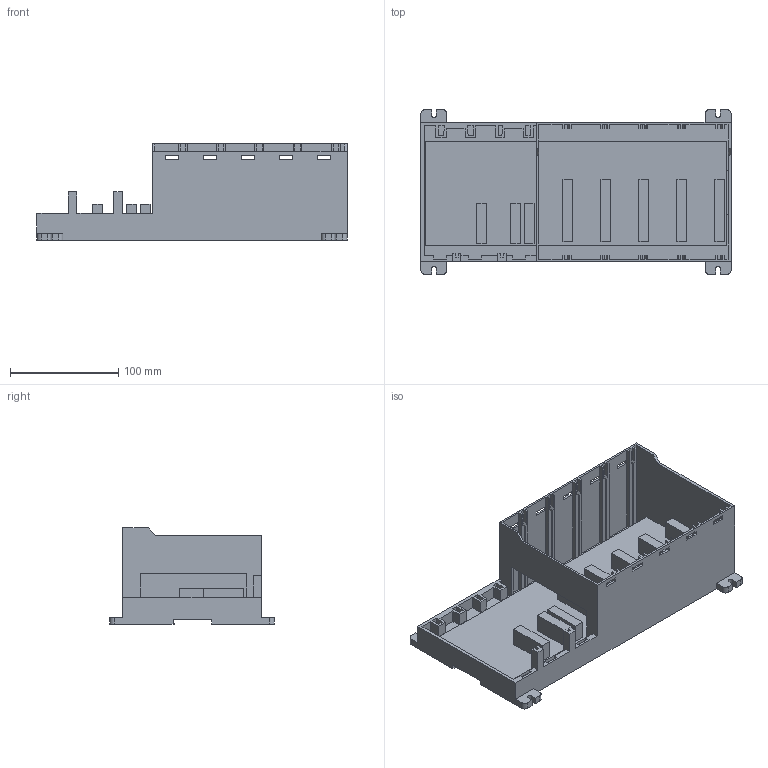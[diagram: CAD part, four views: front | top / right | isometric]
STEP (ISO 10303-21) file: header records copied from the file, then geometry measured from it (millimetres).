
FILE_DESCRIPTION (( 'STEP AP203' ), '1' );
FILE_NAME ('P3-05B.STEP', '2010-10-28T12:10:35', ( '.adc' ), ( '' ), 'SwSTEP 2.0', 'SolidWorks 2009', '' );
FILE_SCHEMA (( 'CONFIG_CONTROL_DESIGN' ));
Length unit declared in the file: inch
Products named in the file (1): P3-05B
Bounding box: 286.26 x 151.89 x 88.9 mm (x, y, z)
Volume: 395541.6 mm3; surface area: 285472.8 mm2
Topology: 1 solids, 1 shells, 396 faces, 1147 edges, 764 vertices
Faces by surface type: plane 384, cylinder 12
Entity records: 12902 total; most frequent: CARTESIAN_POINT 2308, ORIENTED_EDGE 2294, DIRECTION 1965, EDGE_CURVE 1147, VECTOR 1123, LINE 1123, VERTEX_POINT 764, EDGE_LOOP 429
